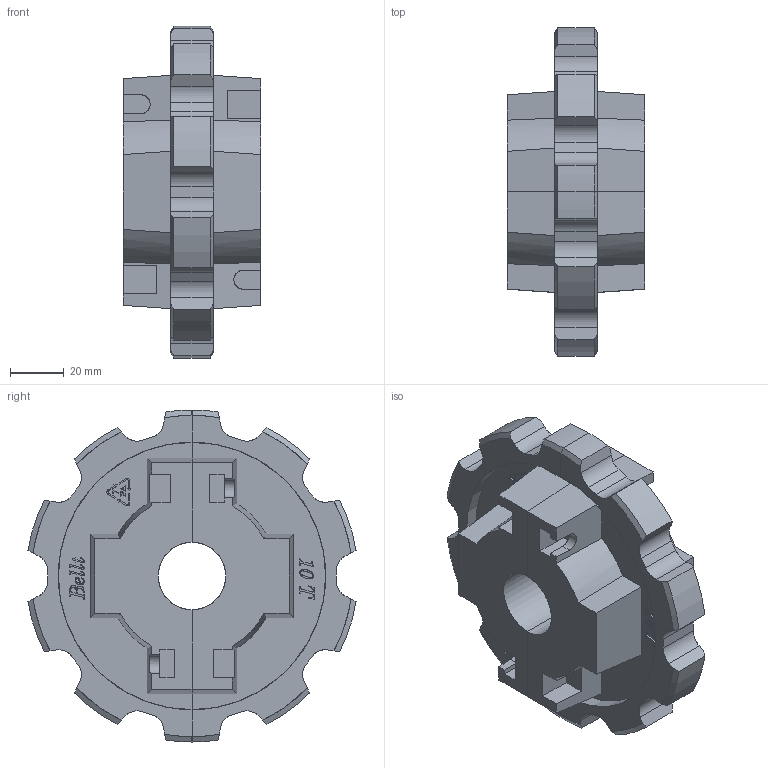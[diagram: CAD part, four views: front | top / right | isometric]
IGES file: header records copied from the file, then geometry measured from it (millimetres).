
Start section: SolidWorks IGES file using analytic representation for surfaces
Global section: file name: 158HBellt - 013230 - Roda Bipartida 880T Z10 Injetada.IGS; native system: SolidWorks 2024; preprocessor: SolidWorks 2024; author: User; date: 250924.172554; units: millimetre
Bounding box: 50.8 x 121.53 x 123 mm (x, y, z)
Surface area: 55951.1 mm2 (no closed solid volume)
Topology: 0 solids, 0 shells, 694 faces, 7508 edges, 7508 vertices
Faces by surface type: bspline 600, revolution 94
